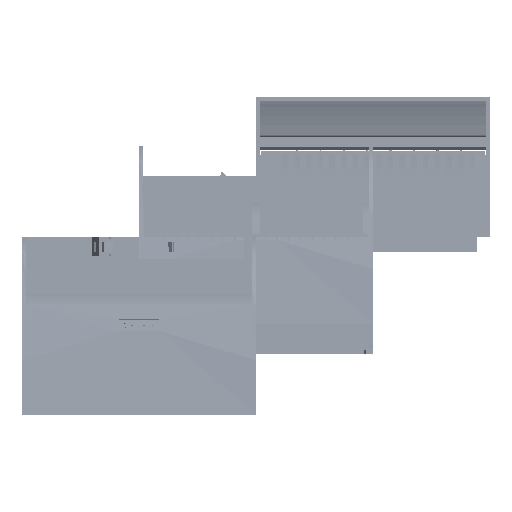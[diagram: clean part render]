
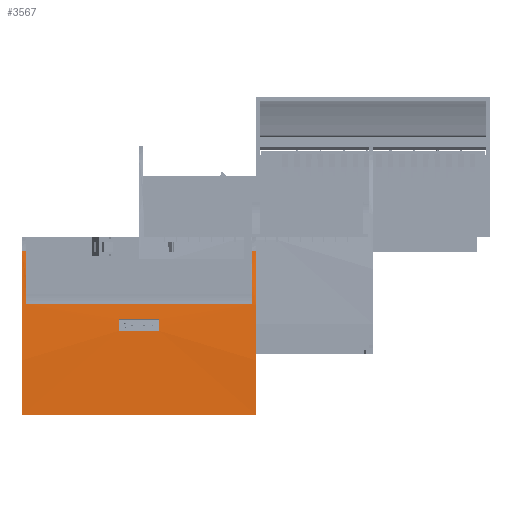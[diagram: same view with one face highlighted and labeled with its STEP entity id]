
A CAD part, front view. The second image highlights one B-rep face of the part: STEP entity #3567.
In plain terms, the highlighted cylindrical face has radius 400 mm (diameter 800 mm), a partial arc.
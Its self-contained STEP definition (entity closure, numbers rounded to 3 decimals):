
#3567 = ADVANCED_FACE( '', ( #8711, #8712 ), #8713, .T. );
#8711 = FACE_OUTER_BOUND( '', #15633, .T. );
#8712 = FACE_BOUND( '', #15634, .T. );
#8713 = CYLINDRICAL_SURFACE( '', #15635, 400. );
#15633 = EDGE_LOOP( '', ( #26909, #26910, #26911, #26912, #26913, #26914, #26915, #26916 ) );
#15634 = EDGE_LOOP( '', ( #26917, #26918, #26919, #26920 ) );
#15635 = AXIS2_PLACEMENT_3D( '', #26921, #26922, #26923 );
#26909 = ORIENTED_EDGE( '', *, *, #41799, .F. );
#26910 = ORIENTED_EDGE( '', *, *, #42148, .T. );
#26911 = ORIENTED_EDGE( '', *, *, #38834, .F. );
#26912 = ORIENTED_EDGE( '', *, *, #39388, .T. );
#26913 = ORIENTED_EDGE( '', *, *, #42149, .T. );
#26914 = ORIENTED_EDGE( '', *, *, #42150, .F. );
#26915 = ORIENTED_EDGE( '', *, *, #42151, .F. );
#26916 = ORIENTED_EDGE( '', *, *, #38687, .T. );
#26917 = ORIENTED_EDGE( '', *, *, #39486, .F. );
#26918 = ORIENTED_EDGE( '', *, *, #40036, .T. );
#26919 = ORIENTED_EDGE( '', *, *, #41649, .T. );
#26920 = ORIENTED_EDGE( '', *, *, #42152, .F. );
#26921 = CARTESIAN_POINT( '', ( 50., 363.9, -37. ) );
#26922 = DIRECTION( '', ( -1., 0., 0. ) );
#26923 = DIRECTION( '', ( 0., 0., 1. ) );
#38687 = EDGE_CURVE( '', #45251, #45248, #45252, .T. );
#38834 = EDGE_CURVE( '', #45514, #45515, #45516, .T. );
#39388 = EDGE_CURVE( '', #45514, #46493, #46495, .T. );
#39486 = EDGE_CURVE( '', #46666, #46667, #46668, .T. );
#40036 = EDGE_CURVE( '', #46666, #47690, #47692, .T. );
#41649 = EDGE_CURVE( '', #47690, #50324, #50325, .T. );
#41799 = EDGE_CURVE( '', #50553, #45248, #50554, .T. );
#42148 = EDGE_CURVE( '', #50553, #45515, #51065, .T. );
#42149 = EDGE_CURVE( '', #46493, #51066, #51067, .T. );
#42150 = EDGE_CURVE( '', #51068, #51066, #51069, .T. );
#42151 = EDGE_CURVE( '', #45251, #51068, #51070, .T. );
#42152 = EDGE_CURVE( '', #46667, #50324, #51071, .T. );
#45248 = VERTEX_POINT( '', #55048 );
#45251 = VERTEX_POINT( '', #55051 );
#45252 = LINE( '', #55052, #55053 );
#45514 = VERTEX_POINT( '', #55576 );
#45515 = VERTEX_POINT( '', #55577 );
#45516 = ELLIPSE( '', #55578, 400.015, 400. );
#46493 = VERTEX_POINT( '', #57479 );
#46495 = LINE( '', #57481, #57482 );
#46666 = VERTEX_POINT( '', #57754 );
#46667 = VERTEX_POINT( '', #57755 );
#46668 = CIRCLE( '', #57756, 400. );
#47690 = VERTEX_POINT( '', #59344 );
#47692 = LINE( '', #59347, #59348 );
#50324 = VERTEX_POINT( '', #63930 );
#50325 = CIRCLE( '', #63931, 400. );
#50553 = VERTEX_POINT( '', #64422 );
#50554 = ELLIPSE( '', #64423, 400.015, 400. );
#51065 = LINE( '', #65393, #65394 );
#51066 = VERTEX_POINT( '', #65395 );
#51067 = CIRCLE( '', #65396, 400. );
#51068 = VERTEX_POINT( '', #65397 );
#51069 = LINE( '', #65398, #65399 );
#51070 = CIRCLE( '', #65400, 400. );
#51071 = LINE( '', #65401, #65402 );
#55048 = CARTESIAN_POINT( '', ( 48.347, -29.927, 33. ) );
#55051 = CARTESIAN_POINT( '', ( 50., -29.927, 33. ) );
#55052 = CARTESIAN_POINT( '', ( 50., -29.927, 33. ) );
#55053 = VECTOR( '', #72250, 1000. );
#55576 = CARTESIAN_POINT( '', ( -48.347, -29.927, 33. ) );
#55577 = CARTESIAN_POINT( '', ( -48.376, -33.27, 10.5 ) );
#55578 = AXIS2_PLACEMENT_3D( '', #72386, #72387, #72388 );
#57479 = CARTESIAN_POINT( '', ( -50., -29.927, 33. ) );
#57481 = CARTESIAN_POINT( '', ( 50., -29.927, 33. ) );
#57482 = VECTOR( '', #72924, 1000. );
#57754 = CARTESIAN_POINT( '', ( 8.75, -34.477, -1.007 ) );
#57755 = CARTESIAN_POINT( '', ( 8.75, -34., 3.938 ) );
#57756 = AXIS2_PLACEMENT_3D( '', #73019, #73020, #73021 );
#59344 = CARTESIAN_POINT( '', ( -8.75, -34.477, -1.007 ) );
#59347 = CARTESIAN_POINT( '', ( 8.75, -34.477, -1.007 ) );
#59348 = VECTOR( '', #74022, 1000. );
#63930 = CARTESIAN_POINT( '', ( -8.75, -34., 3.938 ) );
#63931 = AXIS2_PLACEMENT_3D( '', #75492, #75493, #75494 );
#64422 = CARTESIAN_POINT( '', ( 48.376, -33.27, 10.5 ) );
#64423 = AXIS2_PLACEMENT_3D( '', #75622, #75623, #75624 );
#65393 = CARTESIAN_POINT( '', ( 48.2, -33.27, 10.5 ) );
#65394 = VECTOR( '', #75955, 1000. );
#65395 = CARTESIAN_POINT( '', ( -50., -36.1, -37. ) );
#65396 = AXIS2_PLACEMENT_3D( '', #75956, #75957, #75958 );
#65397 = CARTESIAN_POINT( '', ( 50., -36.1, -37. ) );
#65398 = CARTESIAN_POINT( '', ( 50., -36.1, -37. ) );
#65399 = VECTOR( '', #75959, 1000. );
#65400 = AXIS2_PLACEMENT_3D( '', #75960, #75961, #75962 );
#65401 = CARTESIAN_POINT( '', ( 8.75, -34., 3.938 ) );
#65402 = VECTOR( '', #75963, 1000. );
#72250 = DIRECTION( '', ( -1., 0., 0. ) );
#72386 = CARTESIAN_POINT( '', ( -44.91, 363.9, -37. ) );
#72387 = DIRECTION( '', ( 1., -0.009, 0. ) );
#72388 = DIRECTION( '', ( -0.009, -1., 0. ) );
#72924 = DIRECTION( '', ( -1., 0., 0. ) );
#73019 = CARTESIAN_POINT( '', ( 8.75, 363.9, -37. ) );
#73020 = DIRECTION( '', ( -1., 0., 0. ) );
#73021 = DIRECTION( '', ( 0., 1., 0. ) );
#74022 = DIRECTION( '', ( -1., 0., 0. ) );
#75492 = CARTESIAN_POINT( '', ( -8.75, 363.9, -37. ) );
#75493 = DIRECTION( '', ( -1., 0., 0. ) );
#75494 = DIRECTION( '', ( 0., 1., 0. ) );
#75622 = CARTESIAN_POINT( '', ( 44.91, 363.9, -37. ) );
#75623 = DIRECTION( '', ( -1., -0.009, 0. ) );
#75624 = DIRECTION( '', ( -0.009, 1., 0. ) );
#75955 = DIRECTION( '', ( -1., 0., 0. ) );
#75956 = CARTESIAN_POINT( '', ( -50., 363.9, -37. ) );
#75957 = DIRECTION( '', ( 1., 0., 0. ) );
#75958 = DIRECTION( '', ( 0., 1., 0. ) );
#75959 = DIRECTION( '', ( -1., 0., 0. ) );
#75960 = CARTESIAN_POINT( '', ( 50., 363.9, -37. ) );
#75961 = DIRECTION( '', ( 1., 0., 0. ) );
#75962 = DIRECTION( '', ( 0., 1., 0. ) );
#75963 = DIRECTION( '', ( -1., 0., 0. ) );
